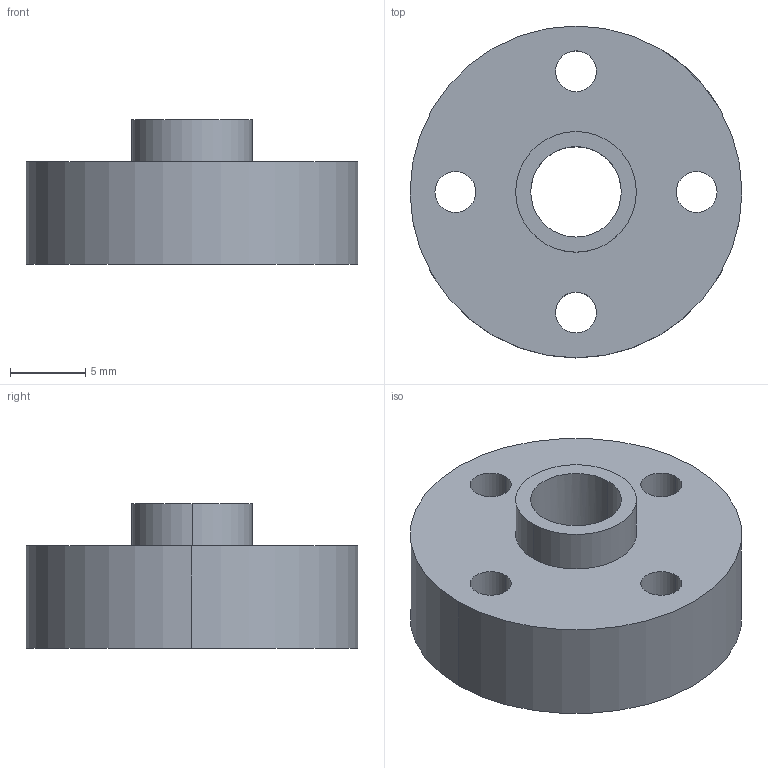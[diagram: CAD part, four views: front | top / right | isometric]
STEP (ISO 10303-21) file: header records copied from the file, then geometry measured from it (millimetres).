
FILE_DESCRIPTION (( 'STEP AP214' ), '1' );
FILE_NAME ('Motor Shaft (6mm) Hub.step', '2017-10-17T01:07:10', ( '' ), ( '' ), 'SwSTEP 2.0', 'SolidWorks 2017', '' );
FILE_SCHEMA (( 'AUTOMOTIVE_DESIGN' ));
Length unit declared in the file: millimetre
Products named in the file (1): Motor Shaft (6mm) Hub
Bounding box: 22 x 22 x 9.6 mm (x, y, z)
Volume: 2192.5 mm3; surface area: 1685.4 mm2
Topology: 1 solids, 1 shells, 21 faces, 52 edges, 34 vertices
Faces by surface type: cylinder 16, plane 3, bspline 2
Entity records: 1004 total; most frequent: CARTESIAN_POINT 328, DIRECTION 112, ORIENTED_EDGE 104, EDGE_CURVE 52, AXIS2_PLACEMENT_3D 48, VERTEX_POINT 34, EDGE_LOOP 34, CIRCLE 28
